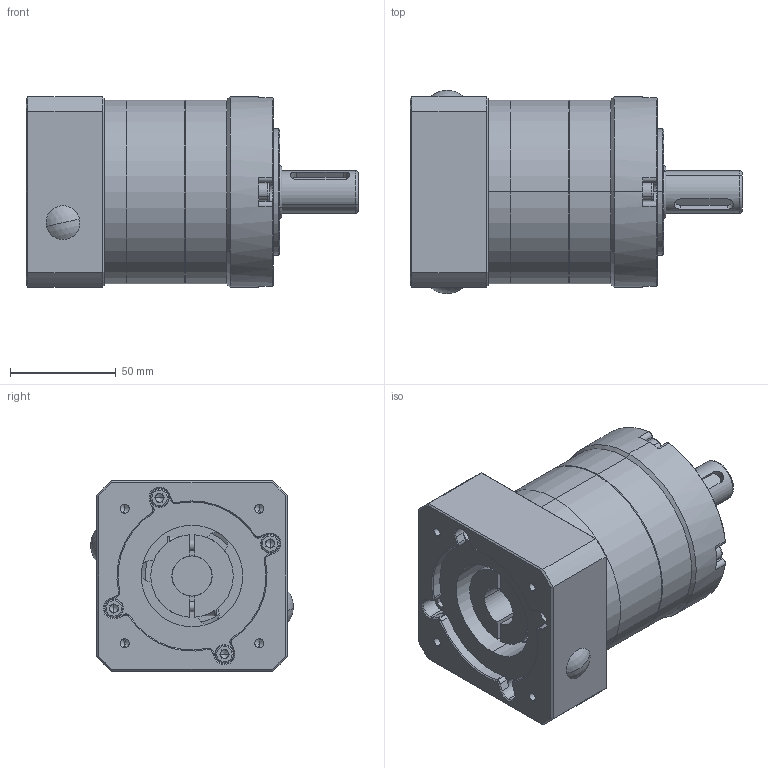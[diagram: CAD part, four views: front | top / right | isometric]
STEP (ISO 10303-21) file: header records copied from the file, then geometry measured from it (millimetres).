
FILE_DESCRIPTION (( 'STEP AP203' ), '1' );
FILE_NAME ('PL90L1-70-19-40-M5-90.STEP', '2022-12-07T00:22:28', ( 'PC' ), ( 'Microsoft' ), 'SwSTEP 2.0', 'SolidWorks 2016', '' );
FILE_SCHEMA (( 'CONFIG_CONTROL_DESIGN' ));
Length unit declared in the file: millimetre
Products named in the file (9): 蚐猾30X52; PL90L1-70-19-40-M5-90; 埴怀堤傷裔; PF90一级齿圈-外形; PF90输入端盖-外形70-M5-90; PF90薊粣ん-俋倛19; hexagon socket head cap screws gb_GB_FASTENER_SCREWS_HSHCS M5X16-N; PF90黑裔; 怀堤粣8A
Assembly tree (18 placements, depth 2):
  PL90L1-70-19-40-M5-90
    埴怀堤傷裔
    PF90一级齿圈-外形
    PF90输入端盖-外形70-M5-90
    PF90薊粣ん-俋倛19
    hexagon socket head cap screws gb_GB_FASTENER_SCREWS_HSHCS M5X16-N  x10
    PF90黑裔  x2
    怀堤粣8A
    蚐猾30X52
Bounding box: 157 x 96 x 90 mm (x, y, z)
Volume: 576548.8 mm3; surface area: 131613.9 mm2
Topology: 18 solids, 18 shells, 741 faces, 1776 edges, 1091 vertices
Faces by surface type: plane 288, cylinder 279, cone 128, torus 34, sphere 12
Entity records: 16430 total; most frequent: CARTESIAN_POINT 2973, DIRECTION 2817, ORIENTED_EDGE 2410, EDGE_CURVE 1205, AXIS2_PLACEMENT_3D 1135, VERTEX_POINT 763, CIRCLE 618, EDGE_LOOP 576
